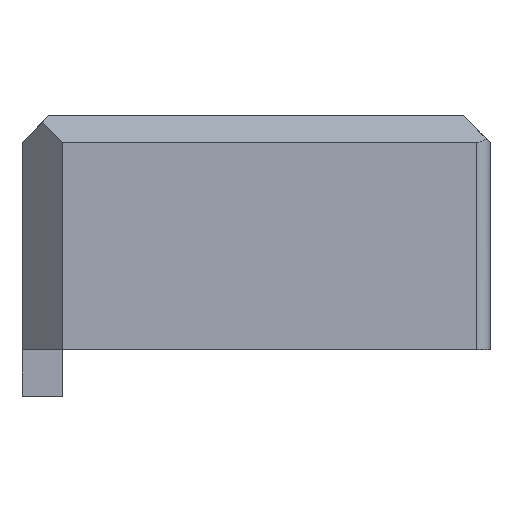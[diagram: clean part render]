
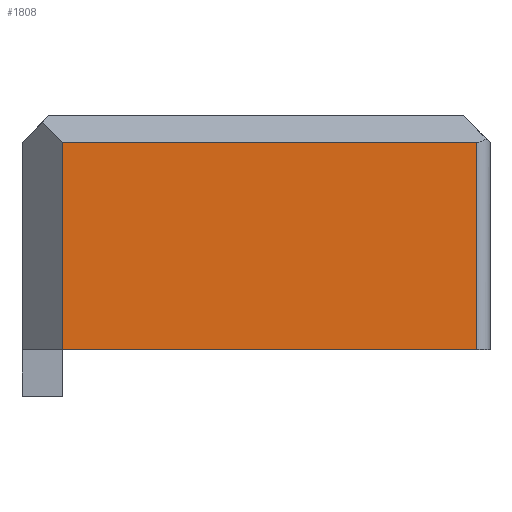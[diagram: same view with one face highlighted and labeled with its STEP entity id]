
A CAD part, top view. The second image highlights one B-rep face of the part: STEP entity #1808.
In plain terms, the highlighted planar face has unit normal (0, 0, 1).
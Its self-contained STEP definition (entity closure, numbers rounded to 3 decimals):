
#220=FACE_OUTER_BOUND('',#327,.T.);
#327=EDGE_LOOP('',(#1565,#1566,#1567,#1568));
#505=LINE('',#3225,#689);
#510=LINE('',#3234,#694);
#513=LINE('',#3242,#697);
#514=LINE('',#3243,#698);
#689=VECTOR('',#2170,10.);
#694=VECTOR('',#2179,10.);
#697=VECTOR('',#2186,10.);
#698=VECTOR('',#2187,10.);
#868=VERTEX_POINT('',#3222);
#869=VERTEX_POINT('',#3224);
#871=VERTEX_POINT('',#3233);
#874=VERTEX_POINT('',#3241);
#1107=EDGE_CURVE('',#868,#869,#505,.T.);
#1112=EDGE_CURVE('',#869,#871,#510,.T.);
#1116=EDGE_CURVE('',#868,#874,#513,.T.);
#1117=EDGE_CURVE('',#871,#874,#514,.T.);
#1565=ORIENTED_EDGE('',*,*,#1107,.F.);
#1566=ORIENTED_EDGE('',*,*,#1116,.T.);
#1567=ORIENTED_EDGE('',*,*,#1117,.F.);
#1568=ORIENTED_EDGE('',*,*,#1112,.F.);
#1717=PLANE('',#1882);
#1808=ADVANCED_FACE('',(#220),#1717,.T.);
#1882=AXIS2_PLACEMENT_3D('',#3240,#2184,#2185);
#2170=DIRECTION('',(0.,1.,0.));
#2179=DIRECTION('',(1.,0.,0.));
#2184=DIRECTION('center_axis',(0.,0.,1.));
#2185=DIRECTION('ref_axis',(1.,0.,0.));
#2186=DIRECTION('',(1.,0.,0.));
#2187=DIRECTION('',(0.,-1.,0.));
#3222=CARTESIAN_POINT('',(3.,0.,0.));
#3224=CARTESIAN_POINT('',(3.,15.5,0.));
#3225=CARTESIAN_POINT('',(3.,0.,0.));
#3233=CARTESIAN_POINT('',(34.,15.5,0.));
#3234=CARTESIAN_POINT('',(8.75,15.5,0.));
#3240=CARTESIAN_POINT('Origin',(0.,0.,0.));
#3241=CARTESIAN_POINT('',(34.,0.,0.));
#3242=CARTESIAN_POINT('',(0.,0.,0.));
#3243=CARTESIAN_POINT('',(34.,0.,0.));
